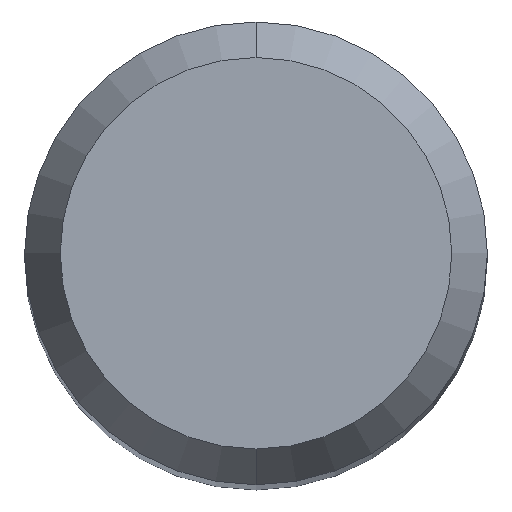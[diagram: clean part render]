
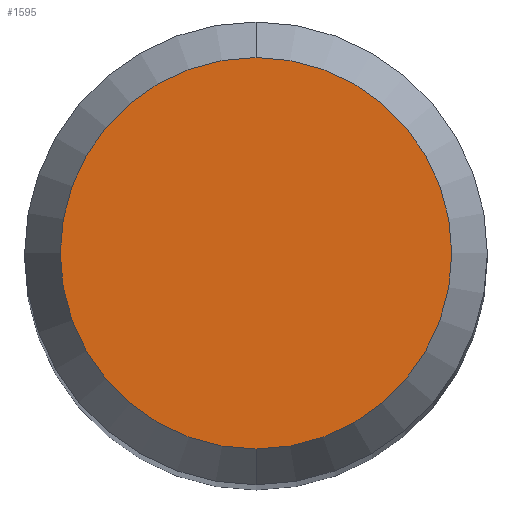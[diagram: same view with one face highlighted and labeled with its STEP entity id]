
A CAD part, top view. The second image highlights one B-rep face of the part: STEP entity #1595.
In plain terms, the highlighted planar face has unit normal (0, 0, 1).
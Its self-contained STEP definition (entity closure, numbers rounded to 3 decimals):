
#763=VERTEX_POINT('',#2129);
#939=VERTEX_POINT('',#2323);
#1391=EDGE_CURVE('',#939,#763,#2800,.T.);
#1507=EDGE_CURVE('',#763,#939,#2930,.T.);
#1595=ADVANCED_FACE('',(#3029),#3030,.T.);
#2129=CARTESIAN_POINT('',(0.0,2.538,0.0));
#2323=CARTESIAN_POINT('',(0.,-2.538,0.0));
#2800=CIRCLE('',#9007,2.538);
#2930=CIRCLE('',#10606,2.538);
#3029=FACE_OUTER_BOUND('',#11918,.T.);
#3030=PLANE('',#11919);
#9007=AXIS2_PLACEMENT_3D('',#17683,#17684,#17685);
#10606=AXIS2_PLACEMENT_3D('',#17827,#17828,#17829);
#11918=EDGE_LOOP('',(#17949,#17950));
#11919=AXIS2_PLACEMENT_3D('',#17951,#17952,#17953);
#17683=CARTESIAN_POINT('',(0.0,0.0,0.0));
#17684=DIRECTION('',(0.0,0.0,-1.0));
#17685=DIRECTION('',(0.0,1.0,0.0));
#17827=CARTESIAN_POINT('',(0.0,0.0,0.0));
#17828=DIRECTION('',(0.0,0.0,-1.0));
#17829=DIRECTION('',(0.0,1.0,0.0));
#17949=ORIENTED_EDGE('',*,*,#1507,.F.);
#17950=ORIENTED_EDGE('',*,*,#1391,.F.);
#17951=CARTESIAN_POINT('',(0.0,1.269,0.0));
#17952=DIRECTION('',(-0.0,0.0,1.0));
#17953=DIRECTION('',(0.0,-1.0,0.0));
